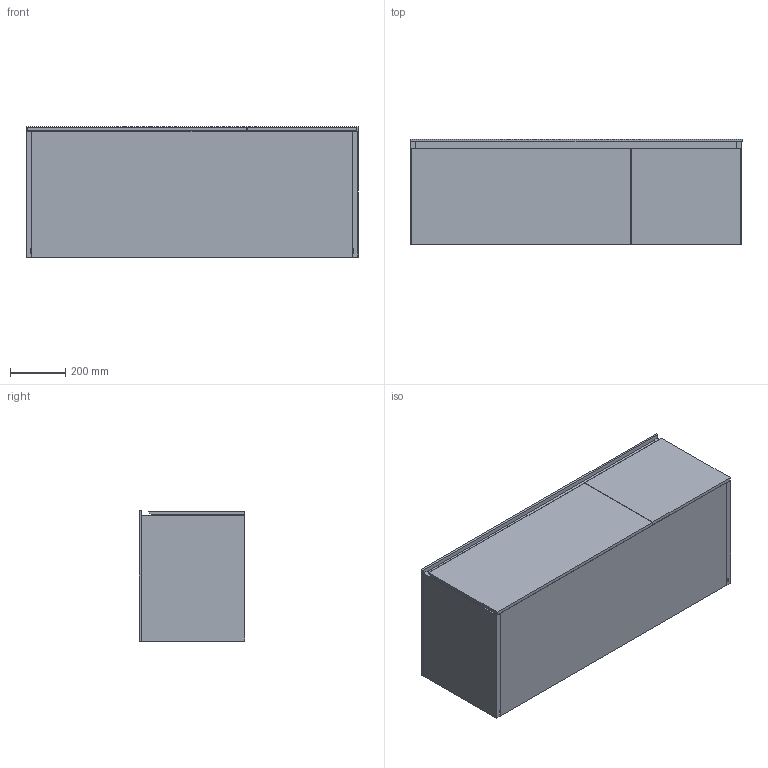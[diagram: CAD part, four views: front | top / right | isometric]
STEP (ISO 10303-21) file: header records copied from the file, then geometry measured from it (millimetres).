
FILE_DESCRIPTION (( 'STEP AP214' ), '1' );
FILE_NAME ('WP1200375-2AUSAERL-47.STEP', '2021-02-08T09:28:47', ( '' ), ( '' ), 'SwSTEP 2.0', 'SolidWorks 2020', '' );
FILE_SCHEMA (( 'AUTOMOTIVE_DESIGN' ));
Length unit declared in the file: millimetre
Products named in the file (3): WP 1200375-2AUSAERL-47_us_MDF lackiert<Wie bearbeitet>; WP 1200375-2AUSAERL-47_wt_Mit Hahnloch mit Schlitz｜erlauf; WP1200375-2AUSAERL-47
Assembly tree (2 placements, depth 2):
  WP1200375-2AUSAERL-47
    WP 1200375-2AUSAERL-47_wt_Mit Hahnloch mit Schlitz｜erlauf
    WP 1200375-2AUSAERL-47_us_MDF lackiert<Wie bearbeitet>
Bounding box: 1200 x 382 x 470 mm (x, y, z)
Volume: 48497140.5 mm3; surface area: 6632995.2 mm2
Topology: 21 solids, 21 shells, 308 faces, 762 edges, 496 vertices
Faces by surface type: plane 228, cylinder 54, bspline 20, cone 4, torus 2
Entity records: 13531 total; most frequent: CARTESIAN_POINT 6025, ORIENTED_EDGE 1524, DIRECTION 1380, EDGE_CURVE 762, LINE 602, VECTOR 602, VERTEX_POINT 496, AXIS2_PLACEMENT_3D 389
